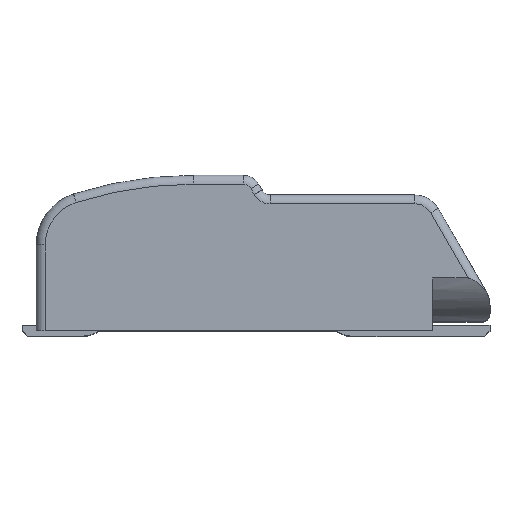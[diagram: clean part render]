
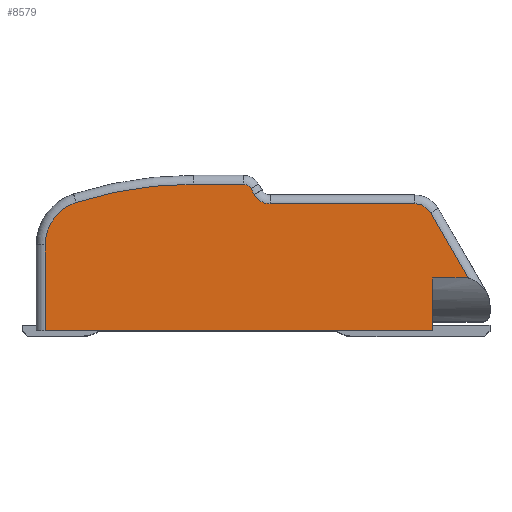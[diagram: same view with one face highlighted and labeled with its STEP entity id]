
A CAD part, top view. The second image highlights one B-rep face of the part: STEP entity #8579.
In plain terms, the highlighted planar face has unit normal (0, 0, 1).
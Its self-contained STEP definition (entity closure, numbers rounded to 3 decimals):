
#277=CIRCLE('',#9002,0.5);
#278=CIRCLE('',#9003,0.5);
#279=CIRCLE('',#9004,0.25);
#280=CIRCLE('',#9005,10.75);
#281=CIRCLE('',#9006,1.25);
#867=ORIENTED_EDGE('',*,*,#2685,.T.);
#868=ORIENTED_EDGE('',*,*,#2686,.T.);
#869=ORIENTED_EDGE('',*,*,#2687,.T.);
#870=ORIENTED_EDGE('',*,*,#2688,.T.);
#871=ORIENTED_EDGE('',*,*,#2689,.T.);
#872=ORIENTED_EDGE('',*,*,#2690,.T.);
#873=ORIENTED_EDGE('',*,*,#2691,.T.);
#874=ORIENTED_EDGE('',*,*,#2692,.T.);
#875=ORIENTED_EDGE('',*,*,#2693,.T.);
#876=ORIENTED_EDGE('',*,*,#2694,.T.);
#877=ORIENTED_EDGE('',*,*,#2695,.T.);
#878=ORIENTED_EDGE('',*,*,#2696,.T.);
#879=ORIENTED_EDGE('',*,*,#2697,.T.);
#2685=EDGE_CURVE('',#3576,#3577,#4132,.T.);
#2686=EDGE_CURVE('',#3577,#3578,#4133,.T.);
#2687=EDGE_CURVE('',#3578,#3579,#277,.T.);
#2688=EDGE_CURVE('',#3579,#3580,#4134,.T.);
#2689=EDGE_CURVE('',#3580,#3581,#278,.F.);
#2690=EDGE_CURVE('',#3581,#3582,#4135,.T.);
#2691=EDGE_CURVE('',#3582,#3583,#279,.T.);
#2692=EDGE_CURVE('',#3583,#3584,#4136,.T.);
#2693=EDGE_CURVE('',#3584,#3585,#280,.T.);
#2694=EDGE_CURVE('',#3585,#3586,#281,.T.);
#2695=EDGE_CURVE('',#3586,#3587,#4137,.T.);
#2696=EDGE_CURVE('',#3587,#3588,#4138,.T.);
#2697=EDGE_CURVE('',#3588,#3576,#4139,.T.);
#3576=VERTEX_POINT('',#12120);
#3577=VERTEX_POINT('',#12121);
#3578=VERTEX_POINT('',#12123);
#3579=VERTEX_POINT('',#12125);
#3580=VERTEX_POINT('',#12127);
#3581=VERTEX_POINT('',#12129);
#3582=VERTEX_POINT('',#12131);
#3583=VERTEX_POINT('',#12133);
#3584=VERTEX_POINT('',#12135);
#3585=VERTEX_POINT('',#12137);
#3586=VERTEX_POINT('',#12139);
#3587=VERTEX_POINT('',#12141);
#3588=VERTEX_POINT('',#12143);
#4132=LINE('',#12119,#4747);
#4133=LINE('',#12122,#4748);
#4134=LINE('',#12126,#4749);
#4135=LINE('',#12130,#4750);
#4136=LINE('',#12134,#4751);
#4137=LINE('',#12140,#4752);
#4138=LINE('',#12142,#4753);
#4139=LINE('',#12144,#4754);
#4747=VECTOR('',#9956,1000.);
#4748=VECTOR('',#9957,1000.);
#4749=VECTOR('',#9960,1000.);
#4750=VECTOR('',#9963,1000.);
#4751=VECTOR('',#9966,1000.);
#4752=VECTOR('',#9971,1000.);
#4753=VECTOR('',#9972,1000.);
#4754=VECTOR('',#9973,1000.);
#5232=EDGE_LOOP('',(#867,#868,#869,#870,#871,#872,#873,#874,#875,#876,#877,
#878,#879));
#5593=FACE_BOUND('',#5232,.T.);
#5922=PLANE('',#9001);
#8579=ADVANCED_FACE('',(#5593),#5922,.T.);
#9001=AXIS2_PLACEMENT_3D('',#12118,#9954,#9955);
#9002=AXIS2_PLACEMENT_3D('',#12124,#9958,#9959);
#9003=AXIS2_PLACEMENT_3D('',#12128,#9961,#9962);
#9004=AXIS2_PLACEMENT_3D('',#12132,#9964,#9965);
#9005=AXIS2_PLACEMENT_3D('',#12136,#9967,#9968);
#9006=AXIS2_PLACEMENT_3D('',#12138,#9969,#9970);
#9954=DIRECTION('',(0.,0.,1.));
#9955=DIRECTION('',(1.,0.,0.));
#9956=DIRECTION('',(1.,0.,0.));
#9957=DIRECTION('',(-0.5,0.866,0.));
#9958=DIRECTION('',(0.,0.,1.));
#9959=DIRECTION('',(1.,0.,0.));
#9960=DIRECTION('',(-1.,0.,0.));
#9961=DIRECTION('',(0.,0.,1.));
#9962=DIRECTION('',(1.,0.,0.));
#9963=DIRECTION('',(-0.5,0.866,0.));
#9964=DIRECTION('',(0.,0.,1.));
#9965=DIRECTION('',(1.,0.,0.));
#9966=DIRECTION('',(-1.,0.,0.));
#9967=DIRECTION('',(0.,0.,1.));
#9968=DIRECTION('',(1.,0.,0.));
#9969=DIRECTION('',(0.,0.,1.));
#9970=DIRECTION('',(1.,0.,0.));
#9971=DIRECTION('',(0.,-1.,0.));
#9972=DIRECTION('',(1.,0.,0.));
#9973=DIRECTION('',(0.,1.,0.));
#12118=CARTESIAN_POINT('',(-11.2,2.4,11.9));
#12119=CARTESIAN_POINT('',(-1.6,1.475,11.9));
#12120=CARTESIAN_POINT('',(-1.6,1.475,11.9));
#12121=CARTESIAN_POINT('',(-0.613,1.475,11.9));
#12122=CARTESIAN_POINT('',(-1.667,3.3,11.9));
#12123=CARTESIAN_POINT('',(-1.667,3.3,11.9));
#12124=CARTESIAN_POINT('',(-2.1,3.05,11.9));
#12125=CARTESIAN_POINT('',(-2.1,3.55,11.9));
#12126=CARTESIAN_POINT('',(-6.156,3.55,11.9));
#12127=CARTESIAN_POINT('',(-6.156,3.55,11.9));
#12128=CARTESIAN_POINT('',(-6.156,4.05,11.9));
#12129=CARTESIAN_POINT('',(-6.6,3.819,11.9));
#12130=CARTESIAN_POINT('',(-6.689,3.975,11.9));
#12131=CARTESIAN_POINT('',(-6.689,3.975,11.9));
#12132=CARTESIAN_POINT('',(-6.906,3.85,11.9));
#12133=CARTESIAN_POINT('',(-6.906,4.1,11.9));
#12134=CARTESIAN_POINT('',(-8.311,4.1,11.9));
#12135=CARTESIAN_POINT('',(-8.311,4.1,11.9));
#12136=CARTESIAN_POINT('',(-8.311,-6.65,11.9));
#12137=CARTESIAN_POINT('',(-11.58,3.591,11.9));
#12138=CARTESIAN_POINT('',(-11.2,2.4,11.9));
#12139=CARTESIAN_POINT('',(-12.45,2.4,11.9));
#12140=CARTESIAN_POINT('',(-12.45,0.,11.9));
#12141=CARTESIAN_POINT('',(-12.45,0.,11.9));
#12142=CARTESIAN_POINT('',(-12.7,0.,11.9));
#12143=CARTESIAN_POINT('',(-1.6,0.,11.9));
#12144=CARTESIAN_POINT('',(-1.6,0.,11.9));
